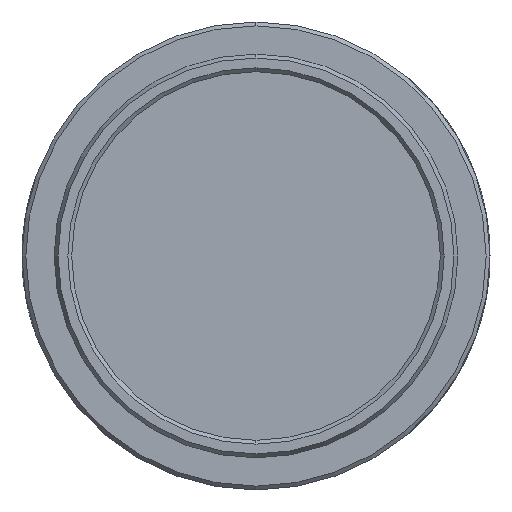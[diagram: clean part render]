
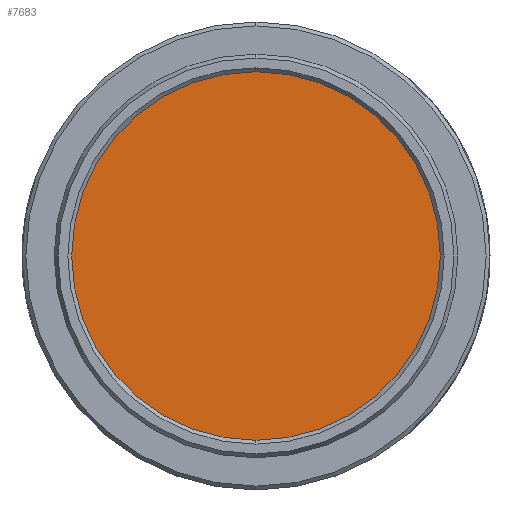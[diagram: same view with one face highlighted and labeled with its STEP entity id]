
A CAD part, left-side view. The second image highlights one B-rep face of the part: STEP entity #7683.
In plain terms, the highlighted planar face has unit normal (-1, 0, 0).
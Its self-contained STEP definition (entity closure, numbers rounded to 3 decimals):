
#126 = DIRECTION ( 'NONE',  ( 1., 0., 0. ) ) ;
#621 = ORIENTED_EDGE ( 'NONE', *, *, #13838, .F. ) ;
#949 = DIRECTION ( 'NONE',  ( 1., 0., 0. ) ) ;
#3475 = AXIS2_PLACEMENT_3D ( 'NONE', #7029, #126, #4587 ) ;
#3900 = VERTEX_POINT ( 'NONE', #9651 ) ;
#4384 = CARTESIAN_POINT ( 'NONE',  ( -7.62, 0., 0. ) ) ;
#4587 = DIRECTION ( 'NONE',  ( 0., -0.036, -0.999 ) ) ;
#4636 = PLANE ( 'NONE',  #3475 ) ;
#4669 = CIRCLE ( 'NONE', #6400, 12.7 ) ;
#5241 = DIRECTION ( 'NONE',  ( 1., 0., 0. ) ) ;
#5901 = ORIENTED_EDGE ( 'NONE', *, *, #6981, .F. ) ;
#5942 = FACE_OUTER_BOUND ( 'NONE', #14349, .T. ) ;
#6047 = CIRCLE ( 'NONE', #6424, 12.7 ) ;
#6400 = AXIS2_PLACEMENT_3D ( 'NONE', #9969, #5241, #11227 ) ;
#6424 = AXIS2_PLACEMENT_3D ( 'NONE', #4384, #949, #12518 ) ;
#6981 = EDGE_CURVE ( 'NONE', #8867, #3900, #4669, .T. ) ;
#7029 = CARTESIAN_POINT ( 'NONE',  ( -7.62, 0., 0. ) ) ;
#7683 = ADVANCED_FACE ( 'NONE', ( #5942 ), #4636, .F. ) ;
#8867 = VERTEX_POINT ( 'NONE', #14696 ) ;
#9651 = CARTESIAN_POINT ( 'NONE',  ( -7.62, 0.456, 12.692 ) ) ;
#9969 = CARTESIAN_POINT ( 'NONE',  ( -7.62, 0., 0. ) ) ;
#11227 = DIRECTION ( 'NONE',  ( 0., -0.036, -0.999 ) ) ;
#12518 = DIRECTION ( 'NONE',  ( 0., -0.036, -0.999 ) ) ;
#13838 = EDGE_CURVE ( 'NONE', #3900, #8867, #6047, .T. ) ;
#14349 = EDGE_LOOP ( 'NONE', ( #5901, #621 ) ) ;
#14696 = CARTESIAN_POINT ( 'NONE',  ( -7.62, -0.456, -12.692 ) ) ;
